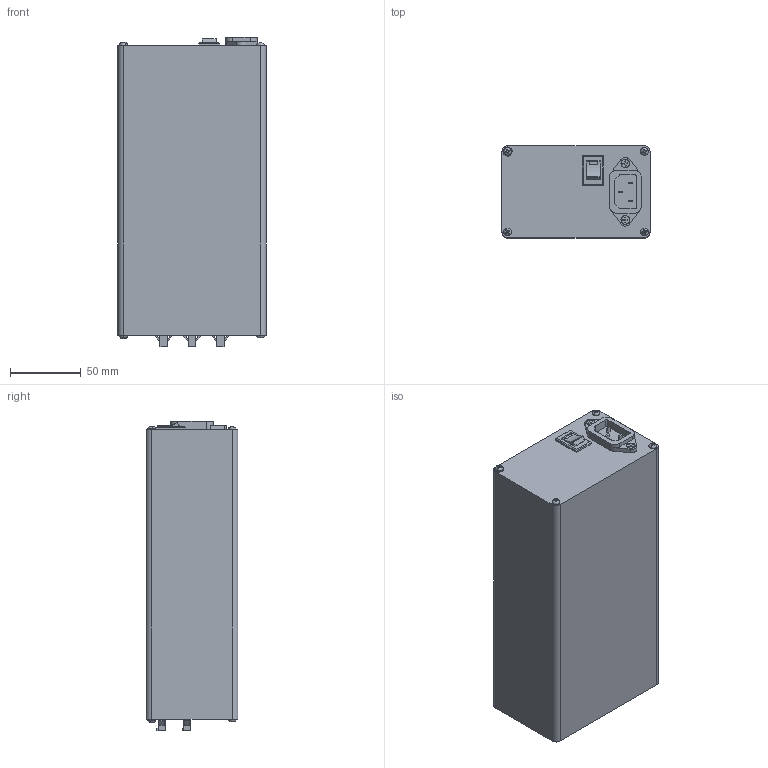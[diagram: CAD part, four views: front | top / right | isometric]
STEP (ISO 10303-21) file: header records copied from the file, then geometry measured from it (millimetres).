
FILE_DESCRIPTION (( 'STEP AP203' ), '1' );
FILE_NAME ('CBR-310C-STP.step', '2025-03-06T09:25:03', ( '' ), ( '' ), 'SwSTEP 2.0', 'SolidWorks 2011', '' );
FILE_SCHEMA (( 'CONFIG_CONTROL_DESIGN' ));
Length unit declared in the file: millimetre
Products named in the file (1): CBR-310C-STP
Bounding box: 105 x 65 x 219.2 mm (x, y, z)
Volume: 1401391.2 mm3; surface area: 85246.5 mm2
Topology: 1 solids, 5 shells, 898 faces, 2424 edges, 1588 vertices
Faces by surface type: plane 631, cylinder 135, bspline 66, cone 40, torus 26
Entity records: 30777 total; most frequent: CARTESIAN_POINT 8323, ORIENTED_EDGE 4848, DIRECTION 4312, EDGE_CURVE 2424, LINE 1710, VECTOR 1710, VERTEX_POINT 1588, AXIS2_PLACEMENT_3D 1301
